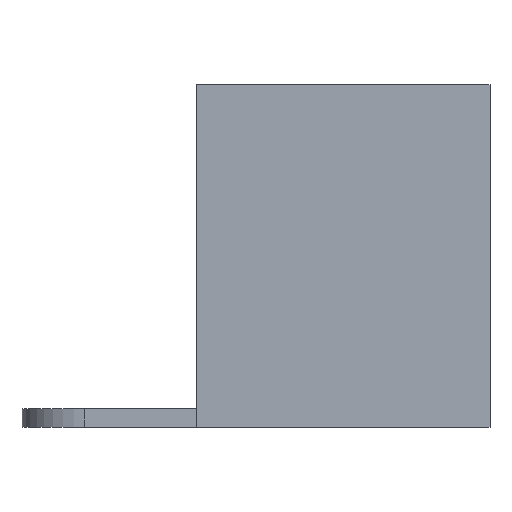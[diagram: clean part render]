
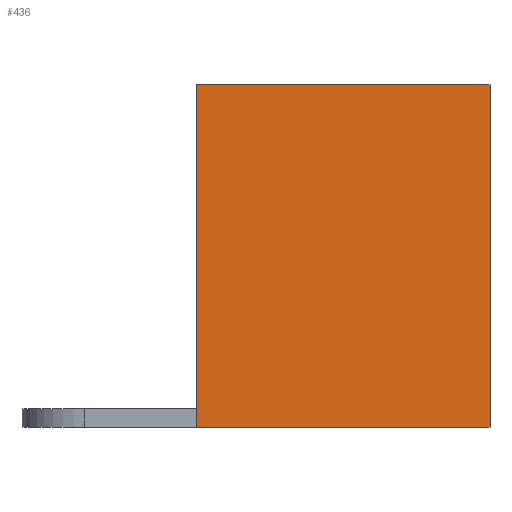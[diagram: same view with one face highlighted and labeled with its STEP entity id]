
A CAD part, front view. The second image highlights one B-rep face of the part: STEP entity #436.
In plain terms, the highlighted planar face has unit normal (0, -1, 0).
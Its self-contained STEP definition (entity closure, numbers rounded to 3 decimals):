
#144 = VERTEX_POINT('',#145);
#145 = CARTESIAN_POINT('',(65.,-13.,0.));
#151 = EDGE_CURVE('',#152,#144,#154,.T.);
#152 = VERTEX_POINT('',#153);
#153 = CARTESIAN_POINT('',(18.,-13.,0.));
#154 = LINE('',#155,#156);
#155 = CARTESIAN_POINT('',(18.,-13.,0.));
#156 = VECTOR('',#157,1.);
#157 = DIRECTION('',(1.,0.,0.));
#352 = VERTEX_POINT('',#353);
#353 = CARTESIAN_POINT('',(18.,-13.,54.9));
#359 = EDGE_CURVE('',#352,#152,#360,.T.);
#360 = LINE('',#361,#362);
#361 = CARTESIAN_POINT('',(18.,-13.,54.9));
#362 = VECTOR('',#363,1.);
#363 = DIRECTION('',(0.,0.,-1.));
#405 = EDGE_CURVE('',#144,#406,#408,.T.);
#406 = VERTEX_POINT('',#407);
#407 = CARTESIAN_POINT('',(65.,-13.,54.9));
#408 = LINE('',#409,#410);
#409 = CARTESIAN_POINT('',(65.,-13.,0.));
#410 = VECTOR('',#411,1.);
#411 = DIRECTION('',(0.,0.,1.));
#436 = ADVANCED_FACE('',(#437),#448,.F.);
#437 = FACE_BOUND('',#438,.T.);
#438 = EDGE_LOOP('',(#439,#440,#446,#447));
#439 = ORIENTED_EDGE('',*,*,#405,.T.);
#440 = ORIENTED_EDGE('',*,*,#441,.T.);
#441 = EDGE_CURVE('',#406,#352,#442,.T.);
#442 = LINE('',#443,#444);
#443 = CARTESIAN_POINT('',(65.,-13.,54.9));
#444 = VECTOR('',#445,1.);
#445 = DIRECTION('',(-1.,0.,0.));
#446 = ORIENTED_EDGE('',*,*,#359,.T.);
#447 = ORIENTED_EDGE('',*,*,#151,.T.);
#448 = PLANE('',#449);
#449 = AXIS2_PLACEMENT_3D('',#450,#451,#452);
#450 = CARTESIAN_POINT('',(41.5,-13.,27.45));
#451 = DIRECTION('',(0.,1.,0.));
#452 = DIRECTION('',(0.,0.,1.));
